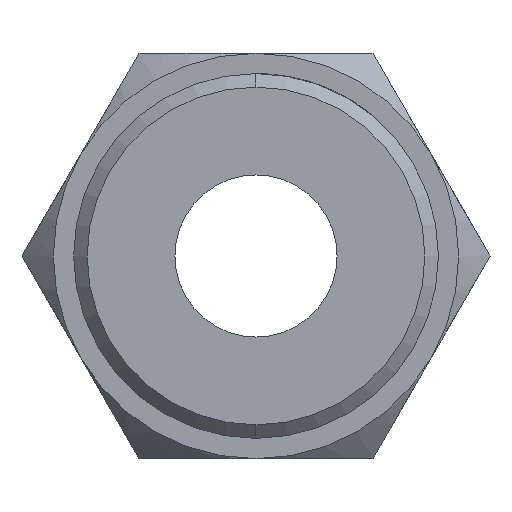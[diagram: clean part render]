
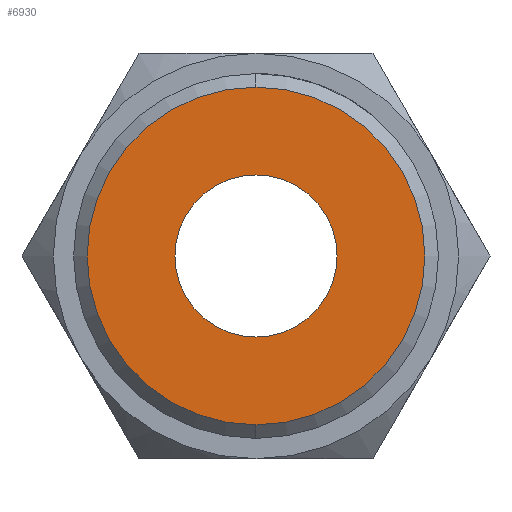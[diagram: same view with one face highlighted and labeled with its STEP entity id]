
A CAD part, left-side view. The second image highlights one B-rep face of the part: STEP entity #6930.
In plain terms, the highlighted planar face has unit normal (-1, 0, 0).
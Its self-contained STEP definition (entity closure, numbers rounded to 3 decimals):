
#205 = FACE_OUTER_BOUND ( 'NONE', #5126, .T. ) ;
#264 = DIRECTION ( 'NONE',  ( 1., 0., 0. ) ) ;
#440 = VERTEX_POINT ( 'NONE', #8193 ) ;
#444 = DIRECTION ( 'NONE',  ( 0., 0., -1. ) ) ;
#714 = DIRECTION ( 'NONE',  ( -1., 0., 0. ) ) ;
#718 = EDGE_CURVE ( 'NONE', #5978, #440, #2732, .T. ) ;
#1709 = CARTESIAN_POINT ( 'NONE',  ( 0., 0., 0. ) ) ;
#2272 = AXIS2_PLACEMENT_3D ( 'NONE', #3685, #8830, #5794 ) ;
#2348 = CARTESIAN_POINT ( 'NONE',  ( 0., 0., 3. ) ) ;
#2724 = CIRCLE ( 'NONE', #8275, 6.25 ) ;
#2732 = CIRCLE ( 'NONE', #3678, 3. ) ;
#3142 = FACE_BOUND ( 'NONE', #8462, .T. ) ;
#3678 = AXIS2_PLACEMENT_3D ( 'NONE', #1709, #8181, #8269 ) ;
#3685 = CARTESIAN_POINT ( 'NONE',  ( 0., 0., 0. ) ) ;
#3886 = CARTESIAN_POINT ( 'NONE',  ( 0., 0., 0. ) ) ;
#3980 = CIRCLE ( 'NONE', #7823, 3. ) ;
#4108 = CARTESIAN_POINT ( 'NONE',  ( 0., 0., -6.25 ) ) ;
#4118 = CIRCLE ( 'NONE', #2272, 6.25 ) ;
#4442 = CARTESIAN_POINT ( 'NONE',  ( 0., 0., 6.25 ) ) ;
#4721 = EDGE_CURVE ( 'NONE', #440, #5978, #3980, .T. ) ;
#5008 = EDGE_CURVE ( 'NONE', #5300, #8510, #4118, .T. ) ;
#5049 = DIRECTION ( 'NONE',  ( 0., 0., -1. ) ) ;
#5126 = EDGE_LOOP ( 'NONE', ( #7272, #7467 ) ) ;
#5300 = VERTEX_POINT ( 'NONE', #4442 ) ;
#5413 = CARTESIAN_POINT ( 'NONE',  ( 0., 0., 0. ) ) ;
#5558 = EDGE_CURVE ( 'NONE', #8510, #5300, #2724, .T. ) ;
#5794 = DIRECTION ( 'NONE',  ( 0., 0., -1. ) ) ;
#5978 = VERTEX_POINT ( 'NONE', #2348 ) ;
#6281 = PLANE ( 'NONE',  #6287 ) ;
#6287 = AXIS2_PLACEMENT_3D ( 'NONE', #5413, #8440, #444 ) ;
#6930 = ADVANCED_FACE ( 'NONE', ( #205, #3142 ), #6281, .F. ) ;
#7272 = ORIENTED_EDGE ( 'NONE', *, *, #5558, .T. ) ;
#7467 = ORIENTED_EDGE ( 'NONE', *, *, #5008, .T. ) ;
#7651 = ORIENTED_EDGE ( 'NONE', *, *, #4721, .T. ) ;
#7823 = AXIS2_PLACEMENT_3D ( 'NONE', #3886, #264, #9172 ) ;
#7937 = CARTESIAN_POINT ( 'NONE',  ( 0., 0., 0. ) ) ;
#8181 = DIRECTION ( 'NONE',  ( 1., 0., 0. ) ) ;
#8193 = CARTESIAN_POINT ( 'NONE',  ( 0., 0., -3. ) ) ;
#8269 = DIRECTION ( 'NONE',  ( 0., 0., -1. ) ) ;
#8275 = AXIS2_PLACEMENT_3D ( 'NONE', #7937, #714, #5049 ) ;
#8440 = DIRECTION ( 'NONE',  ( 1., 0., 0. ) ) ;
#8462 = EDGE_LOOP ( 'NONE', ( #9189, #7651 ) ) ;
#8510 = VERTEX_POINT ( 'NONE', #4108 ) ;
#8830 = DIRECTION ( 'NONE',  ( -1., 0., 0. ) ) ;
#9172 = DIRECTION ( 'NONE',  ( 0., 0., -1. ) ) ;
#9189 = ORIENTED_EDGE ( 'NONE', *, *, #718, .T. ) ;
